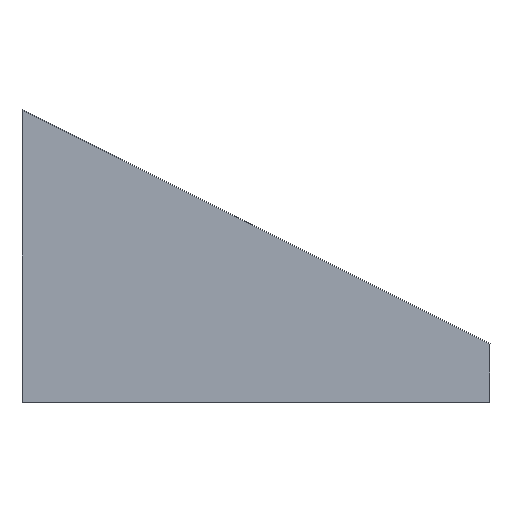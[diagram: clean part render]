
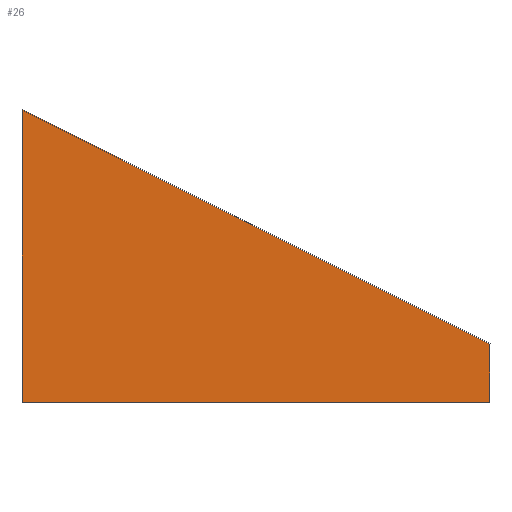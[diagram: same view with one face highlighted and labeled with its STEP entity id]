
A CAD part, front view. The second image highlights one B-rep face of the part: STEP entity #26.
In plain terms, the highlighted planar face has unit normal (0, -1, 0).
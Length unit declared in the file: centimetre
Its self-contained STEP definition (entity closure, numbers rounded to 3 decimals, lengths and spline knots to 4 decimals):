
#4 = DIRECTION ( 'NONE',  ( 0., 0., 1. ) ) ;
#19 = VERTEX_POINT ( 'NONE', #162 ) ;
#20 = EDGE_LOOP ( 'NONE', ( #180, #160, #112, #91 ) ) ;
#21 = FACE_OUTER_BOUND ( 'NONE', #20, .T. ) ;
#26 = ADVANCED_FACE ( 'NONE', ( #21 ), #163, .F. ) ;
#28 = CARTESIAN_POINT ( 'NONE',  ( -205.153, -1., 411.9356 ) ) ;
#40 = VECTOR ( 'NONE', #95, 100. ) ;
#58 = DIRECTION ( 'NONE',  ( 0.894, 0., -0.447 ) ) ;
#60 = DIRECTION ( 'NONE',  ( 0., 0., -1. ) ) ;
#64 = DIRECTION ( 'NONE',  ( 0., 1., 0. ) ) ;
#74 = CARTESIAN_POINT ( 'NONE',  ( -185.153, -1., 401.9356 ) ) ;
#77 = CARTESIAN_POINT ( 'NONE',  ( -205.153, -1., 399.4356 ) ) ;
#91 = ORIENTED_EDGE ( 'NONE', *, *, #213, .F. ) ;
#94 = CARTESIAN_POINT ( 'NONE',  ( -196.8964, -1., 403.7757 ) ) ;
#95 = DIRECTION ( 'NONE',  ( -1., 0., 0. ) ) ;
#112 = ORIENTED_EDGE ( 'NONE', *, *, #201, .F. ) ;
#117 = LINE ( 'NONE', #28, #175 ) ;
#123 = VERTEX_POINT ( 'NONE', #128 ) ;
#128 = CARTESIAN_POINT ( 'NONE',  ( -185.153, -1., 399.4356 ) ) ;
#131 = EDGE_CURVE ( 'NONE', #217, #123, #151, .T. ) ;
#138 = DIRECTION ( 'NONE',  ( 1., 0., 0. ) ) ;
#151 = LINE ( 'NONE', #154, #168 ) ;
#154 = CARTESIAN_POINT ( 'NONE',  ( -185.153, -1., 401.9356 ) ) ;
#160 = ORIENTED_EDGE ( 'NONE', *, *, #131, .F. ) ;
#162 = CARTESIAN_POINT ( 'NONE',  ( -205.153, -1., 411.9356 ) ) ;
#163 = PLANE ( 'NONE',  #226 ) ;
#168 = VECTOR ( 'NONE', #60, 100. ) ;
#175 = VECTOR ( 'NONE', #58, 100. ) ;
#178 = VERTEX_POINT ( 'NONE', #77 ) ;
#180 = ORIENTED_EDGE ( 'NONE', *, *, #188, .F. ) ;
#183 = LINE ( 'NONE', #186, #208 ) ;
#185 = CARTESIAN_POINT ( 'NONE',  ( -185.153, -1., 399.4356 ) ) ;
#186 = CARTESIAN_POINT ( 'NONE',  ( -205.153, -1., 399.4356 ) ) ;
#188 = EDGE_CURVE ( 'NONE', #123, #178, #225, .T. ) ;
#201 = EDGE_CURVE ( 'NONE', #19, #217, #117, .T. ) ;
#208 = VECTOR ( 'NONE', #4, 100. ) ;
#213 = EDGE_CURVE ( 'NONE', #178, #19, #183, .T. ) ;
#217 = VERTEX_POINT ( 'NONE', #74 ) ;
#225 = LINE ( 'NONE', #185, #40 ) ;
#226 = AXIS2_PLACEMENT_3D ( 'NONE', #94, #64, #138 ) ;
